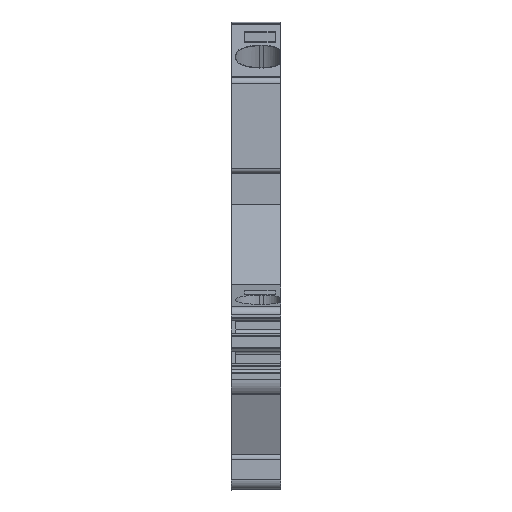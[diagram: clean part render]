
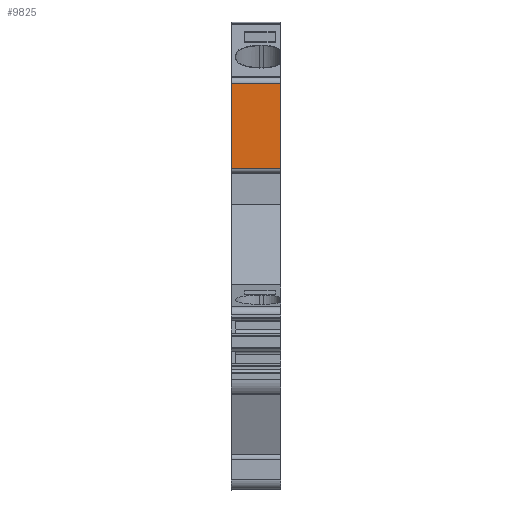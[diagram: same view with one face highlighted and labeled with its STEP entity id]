
A CAD part, front view. The second image highlights one B-rep face of the part: STEP entity #9825.
In plain terms, the highlighted planar face has unit normal (0, -1, 0).
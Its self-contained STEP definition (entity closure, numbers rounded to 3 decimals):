
#9812=AXIS2_PLACEMENT_3D('Plane Axis2P3D',#9809,#9810,#9811) ;
#1405=CARTESIAN_POINT('Vertex',(0.,13.3,32.8)) ;
#1408=CARTESIAN_POINT('Line Origine',(0.,13.3,37.158)) ;
#1412=CARTESIAN_POINT('Vertex',(0.,13.3,41.516)) ;
#3444=CARTESIAN_POINT('Vertex',(5.1,13.3,41.516)) ;
#3447=CARTESIAN_POINT('Line Origine',(5.1,13.3,37.158)) ;
#3451=CARTESIAN_POINT('Vertex',(5.1,13.3,32.8)) ;
#9797=CARTESIAN_POINT('Line Origine',(2.55,13.3,32.8)) ;
#9809=CARTESIAN_POINT('Axis2P3D Location',(0.,13.3,32.8)) ;
#9814=CARTESIAN_POINT('Line Origine',(2.55,13.3,41.516)) ;
#1409=DIRECTION('Vector Direction',(0.,0.,1.)) ;
#3448=DIRECTION('Vector Direction',(0.,0.,1.)) ;
#9798=DIRECTION('Vector Direction',(-1.,0.,0.)) ;
#9810=DIRECTION('Axis2P3D Direction',(0.,1.,0.)) ;
#9811=DIRECTION('Axis2P3D XDirection',(0.,0.,1.)) ;
#9815=DIRECTION('Vector Direction',(1.,0.,0.)) ;
#1410=VECTOR('Line Direction',#1409,1.) ;
#3449=VECTOR('Line Direction',#3448,1.) ;
#9799=VECTOR('Line Direction',#9798,1.) ;
#9816=VECTOR('Line Direction',#9815,1.) ;
#9820=ORIENTED_EDGE('',*,*,#3453,.T.) ;
#9821=ORIENTED_EDGE('',*,*,#9818,.F.) ;
#9822=ORIENTED_EDGE('',*,*,#1414,.F.) ;
#9823=ORIENTED_EDGE('',*,*,#9801,.T.) ;
#9825=ADVANCED_FACE('KLTR',(#9824),#9813,.F.) ;
#1414=EDGE_CURVE('',#1406,#1413,#1411,.T.) ;
#3453=EDGE_CURVE('',#3452,#3445,#3450,.T.) ;
#9801=EDGE_CURVE('',#1406,#3452,#9800,.F.) ;
#9818=EDGE_CURVE('',#1413,#3445,#9817,.T.) ;
#9819=EDGE_LOOP('',(#9820,#9821,#9822,#9823)) ;
#9824=FACE_OUTER_BOUND('',#9819,.T.) ;
#1411=LINE('Line',#1408,#1410) ;
#3450=LINE('Line',#3447,#3449) ;
#9800=LINE('Line',#9797,#9799) ;
#9817=LINE('Line',#9814,#9816) ;
#9813=PLANE('',#9812) ;
#1406=VERTEX_POINT('',#1405) ;
#1413=VERTEX_POINT('',#1412) ;
#3445=VERTEX_POINT('',#3444) ;
#3452=VERTEX_POINT('',#3451) ;
